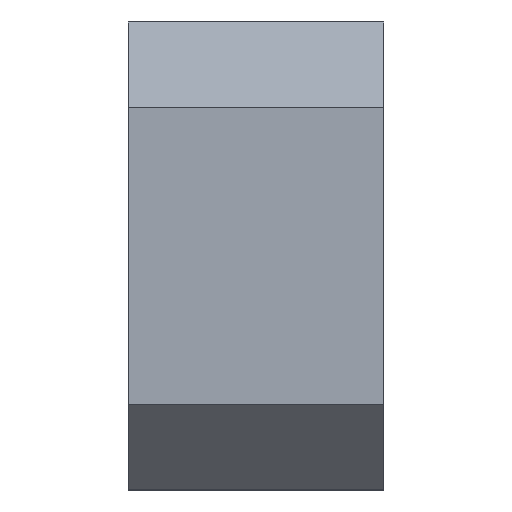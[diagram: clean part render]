
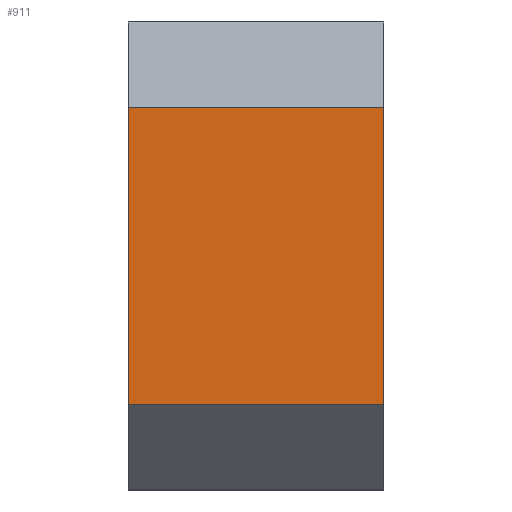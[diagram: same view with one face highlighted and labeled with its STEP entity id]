
A CAD part, left-side view. The second image highlights one B-rep face of the part: STEP entity #911.
In plain terms, the highlighted planar face has unit normal (-1, 0, 0).
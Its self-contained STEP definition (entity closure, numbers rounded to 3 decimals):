
#88=PLANE('',#1008);
#126=FACE_OUTER_BOUND('',#184,.T.);
#184=EDGE_LOOP('',(#760,#761,#762,#763));
#229=LINE('',#1368,#308);
#263=LINE('',#1482,#342);
#265=LINE('',#1486,#344);
#266=LINE('',#1487,#345);
#308=VECTOR('',#1101,10.);
#342=VECTOR('',#1211,10.);
#344=VECTOR('',#1215,10.);
#345=VECTOR('',#1216,10.);
#433=VERTEX_POINT('',#1365);
#434=VERTEX_POINT('',#1367);
#476=VERTEX_POINT('',#1481);
#477=VERTEX_POINT('',#1485);
#527=EDGE_CURVE('',#433,#434,#229,.T.);
#583=EDGE_CURVE('',#434,#476,#263,.T.);
#585=EDGE_CURVE('',#477,#433,#265,.T.);
#586=EDGE_CURVE('',#476,#477,#266,.T.);
#760=ORIENTED_EDGE('',*,*,#583,.F.);
#761=ORIENTED_EDGE('',*,*,#527,.F.);
#762=ORIENTED_EDGE('',*,*,#585,.F.);
#763=ORIENTED_EDGE('',*,*,#586,.F.);
#911=ADVANCED_FACE('',(#126),#88,.T.);
#1008=AXIS2_PLACEMENT_3D('',#1484,#1213,#1214);
#1101=DIRECTION('',(0.,0.,-1.));
#1211=DIRECTION('',(0.,1.,0.));
#1213=DIRECTION('center_axis',(-1.,0.,0.));
#1214=DIRECTION('ref_axis',(0.,0.,-1.));
#1215=DIRECTION('',(0.,-1.,0.));
#1216=DIRECTION('',(0.,0.,1.));
#1365=CARTESIAN_POINT('',(-34.,-12.,9.));
#1367=CARTESIAN_POINT('',(-34.,-12.,-5.));
#1368=CARTESIAN_POINT('',(-34.,-12.,-9.));
#1481=CARTESIAN_POINT('',(-34.,0.,-5.));
#1482=CARTESIAN_POINT('',(-34.,0.,-5.));
#1484=CARTESIAN_POINT('Origin',(-34.,0.,13.));
#1485=CARTESIAN_POINT('',(-34.,0.,9.));
#1486=CARTESIAN_POINT('',(-34.,0.,9.));
#1487=CARTESIAN_POINT('',(-34.,0.,-9.));
